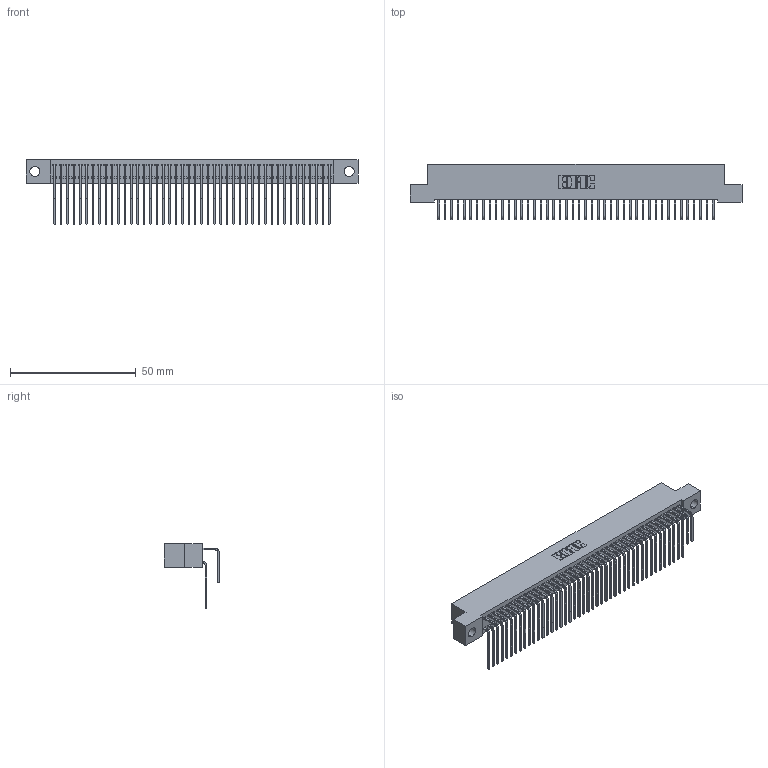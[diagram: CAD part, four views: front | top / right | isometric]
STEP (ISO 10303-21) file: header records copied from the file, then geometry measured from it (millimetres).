
FILE_DESCRIPTION (( 'STEP AP203' ), '1' );
FILE_NAME ('342-088-558-204.STEP', '2018-08-14T00:41:33', ( '' ), ( '' ), 'SwSTEP 2.0', 'SolidWorks 2016', '' );
FILE_SCHEMA (( 'CONFIG_CONTROL_DESIGN' ));
Length unit declared in the file: inch
Products named in the file (4): 342 Part_.156 TH; 345-292-001_558 559 Tail - 1; 345-292-001_558 Tail - 2; 342-088-558-204
Assembly tree (89 placements, depth 2):
  342-088-558-204
    342 Part_.156 TH
    345-292-001_558 559 Tail - 1  x44
    345-292-001_558 Tail - 2  x44
Bounding box: 132.08 x 21.91 x 25.78 mm (x, y, z)
Volume: 12297.5 mm3; surface area: 22187.1 mm2
Topology: 89 solids, 89 shells, 4862 faces, 14467 edges, 9526 vertices
Faces by surface type: plane 3410, cylinder 1452
Entity records: 29703 total; most frequent: CARTESIAN_POINT 4969, ORIENTED_EDGE 4854, DIRECTION 4223, EDGE_CURVE 2427, LINE 2259, VECTOR 2259, VERTEX_POINT 1614, AXIS2_PLACEMENT_3D 982
